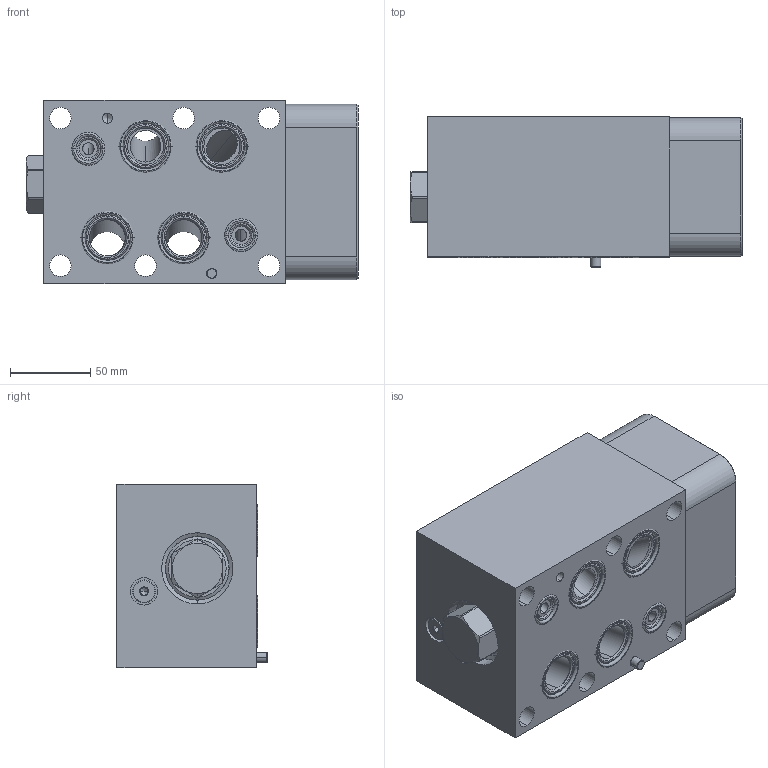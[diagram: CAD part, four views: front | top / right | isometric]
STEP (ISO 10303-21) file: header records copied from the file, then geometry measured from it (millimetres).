
FILE_DESCRIPTION((''),'2;1');
FILE_NAME('PB3_ASM','2022-10-04T',('ProEService'),(''),'PRO/ENGINEER BY PARAMETRIC TECHNOLOGY CORPORATION, 2014200','PRO/ENGINEER BY PARAMETRIC TECHNOLOGY CORPORATION, 2014200','');
FILE_SCHEMA(('CONFIG_CONTROL_DESIGN'));
Length unit declared in the file: inch
Products named in the file (7): 170-876-001; CXHAXCN; A330-006-004; 811-001-002; 500-001-121; 500-001-114; PB3_ASM
Assembly tree (11 placements, depth 2):
  PB3_ASM
    170-876-001
    CXHAXCN
    A330-006-004  x2
    811-001-002
    500-001-121  x4
    500-001-114  x2
Bounding box: 207.19 x 93.68 x 114.3 mm (x, y, z)
Volume: 1577172.6 mm3; surface area: 195838.2 mm2
Topology: 12 solids, 13 shells, 563 faces, 1576 edges, 1240 vertices
Faces by surface type: cylinder 224, cone 142, plane 108, torus 50, revolution 30, sphere 9
Entity records: 20434 total; most frequent: CARTESIAN_POINT 7231, DIRECTION 2841, ORIENTED_EDGE 2366, EDGE_CURVE 1183, AXIS2_PLACEMENT_3D 1074, VERTEX_POINT 722, VECTOR 679, LINE 679
